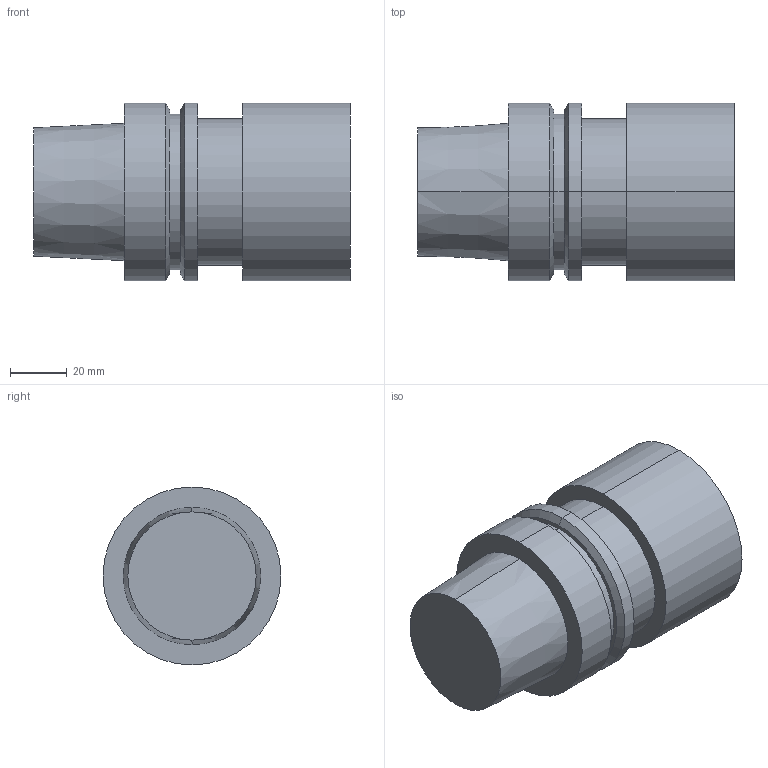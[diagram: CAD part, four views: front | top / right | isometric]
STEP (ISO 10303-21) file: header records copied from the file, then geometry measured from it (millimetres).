
FILE_DESCRIPTION (( 'STEP AP203' ), '1' );
FILE_NAME ('A637036.STEP', '2013-03-26T11:57:51', ( 'gokhan' ), ( '' ), 'SwSTEP 2.0', 'SolidWorks 2013', '' );
FILE_SCHEMA (( 'CONFIG_CONTROL_DESIGN' ));
Length unit declared in the file: millimetre
Products named in the file (1): A637036
Bounding box: 112 x 63 x 63 mm (x, y, z)
Volume: 242829.2 mm3; surface area: 33696.8 mm2
Topology: 1 solids, 1 shells, 26 faces, 50 edges, 32 vertices
Faces by surface type: cylinder 12, plane 8, cone 6
Entity records: 751 total; most frequent: DIRECTION 136, CARTESIAN_POINT 109, ORIENTED_EDGE 100, AXIS2_PLACEMENT_3D 59, EDGE_CURVE 50, CIRCLE 32, VERTEX_POINT 32, EDGE_LOOP 32
